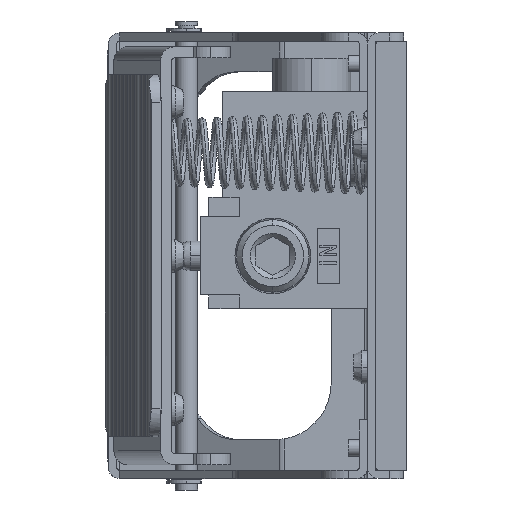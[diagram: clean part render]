
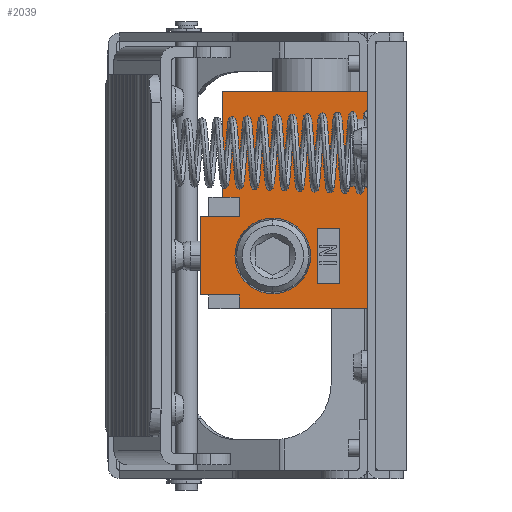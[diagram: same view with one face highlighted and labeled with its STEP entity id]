
A CAD part, left-side view. The second image highlights one B-rep face of the part: STEP entity #2039.
In plain terms, the highlighted planar face has unit normal (-1, 0, 0).
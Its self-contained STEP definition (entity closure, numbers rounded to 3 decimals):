
#287 = VERTEX_POINT ( 'NONE', #26100 ) ;
#297 = VERTEX_POINT ( 'NONE', #4830 ) ;
#742 = FACE_OUTER_BOUND ( 'NONE', #16416, .T. ) ;
#861 = VERTEX_POINT ( 'NONE', #2419 ) ;
#1068 = VECTOR ( 'NONE', #8174, 1000. ) ;
#1791 = EDGE_CURVE ( 'NONE', #17552, #297, #6473, .T. ) ;
#2039 = ADVANCED_FACE ( 'NONE', ( #742, #9774, #25951 ), #3679, .F. ) ;
#2419 = CARTESIAN_POINT ( 'NONE',  ( -9.858, 12.655, 6.963 ) ) ;
#2884 = LINE ( 'NONE', #23264, #10003 ) ;
#3128 = LINE ( 'NONE', #27366, #18331 ) ;
#3185 = CARTESIAN_POINT ( 'NONE',  ( -9.858, 8.655, 29.463 ) ) ;
#3236 = VECTOR ( 'NONE', #11848, 1000. ) ;
#3679 = PLANE ( 'NONE',  #29189 ) ;
#4675 = ORIENTED_EDGE ( 'NONE', *, *, #38772, .F. ) ;
#4830 = CARTESIAN_POINT ( 'NONE',  ( -9.858, 5.655, 10.463 ) ) ;
#4914 = EDGE_CURVE ( 'NONE', #14488, #25533, #2884, .T. ) ;
#4948 = DIRECTION ( 'NONE',  ( 0., 0., 1. ) ) ;
#5042 = LINE ( 'NONE', #36330, #35501 ) ;
#5340 = EDGE_CURVE ( 'NONE', #13411, #21671, #30899, .T. ) ;
#5526 = CARTESIAN_POINT ( 'NONE',  ( -9.858, -0.345, -6.834 ) ) ;
#5675 = CARTESIAN_POINT ( 'NONE',  ( -9.858, -12.345, -5.037 ) ) ;
#5833 = CARTESIAN_POINT ( 'NONE',  ( -9.858, -0.345, -0.037 ) ) ;
#5856 = ORIENTED_EDGE ( 'NONE', *, *, #36973, .F. ) ;
#6473 = LINE ( 'NONE', #32201, #29771 ) ;
#7215 = EDGE_CURVE ( 'NONE', #11924, #861, #33680, .T. ) ;
#7623 = VECTOR ( 'NONE', #34190, 1000. ) ;
#7775 = ORIENTED_EDGE ( 'NONE', *, *, #21888, .F. ) ;
#8174 = DIRECTION ( 'NONE',  ( 0., 1., 0. ) ) ;
#8395 = EDGE_CURVE ( 'NONE', #23679, #11924, #34150, .T. ) ;
#8902 = DIRECTION ( 'NONE',  ( 0., 0., 1. ) ) ;
#9064 = DIRECTION ( 'NONE',  ( 0., 0., -1. ) ) ;
#9111 = LINE ( 'NONE', #19080, #32424 ) ;
#9117 = CARTESIAN_POINT ( 'NONE',  ( -9.858, -8.345, 4.963 ) ) ;
#9152 = EDGE_CURVE ( 'NONE', #31073, #38200, #19030, .T. ) ;
#9195 = CARTESIAN_POINT ( 'NONE',  ( -9.858, 12.655, 6.963 ) ) ;
#9645 = CARTESIAN_POINT ( 'NONE',  ( -9.858, 12.655, -7.037 ) ) ;
#9728 = CARTESIAN_POINT ( 'NONE',  ( -9.858, -12.345, 4.963 ) ) ;
#9774 = FACE_BOUND ( 'NONE', #36660, .T. ) ;
#9787 = DIRECTION ( 'NONE',  ( 0., 0., -1. ) ) ;
#9861 = CARTESIAN_POINT ( 'NONE',  ( -9.858, -8.345, -5.037 ) ) ;
#9969 = EDGE_CURVE ( 'NONE', #13411, #26487, #15204, .T. ) ;
#10003 = VECTOR ( 'NONE', #26359, 1000. ) ;
#11506 = CARTESIAN_POINT ( 'NONE',  ( -9.858, -8.345, 29.463 ) ) ;
#11848 = DIRECTION ( 'NONE',  ( 0., 0., 1. ) ) ;
#11901 = LINE ( 'NONE', #9195, #27083 ) ;
#11924 = VERTEX_POINT ( 'NONE', #9645 ) ;
#11963 = VECTOR ( 'NONE', #37412, 1000. ) ;
#12984 = ORIENTED_EDGE ( 'NONE', *, *, #17075, .F. ) ;
#13252 = ORIENTED_EDGE ( 'NONE', *, *, #4914, .F. ) ;
#13411 = VERTEX_POINT ( 'NONE', #14081 ) ;
#13425 = EDGE_LOOP ( 'NONE', ( #36058, #5856 ) ) ;
#14081 = CARTESIAN_POINT ( 'NONE',  ( -9.858, -17.345, 29.463 ) ) ;
#14488 = VERTEX_POINT ( 'NONE', #9728 ) ;
#14490 = CARTESIAN_POINT ( 'NONE',  ( -9.858, 5.655, -7.037 ) ) ;
#14919 = DIRECTION ( 'NONE',  ( -1., 0., 0. ) ) ;
#15128 = ORIENTED_EDGE ( 'NONE', *, *, #18821, .F. ) ;
#15204 = LINE ( 'NONE', #27250, #30414 ) ;
#15301 = CARTESIAN_POINT ( 'NONE',  ( -9.858, 12.655, -7.037 ) ) ;
#16051 = DIRECTION ( 'NONE',  ( 0., 0., 1. ) ) ;
#16294 = ORIENTED_EDGE ( 'NONE', *, *, #1791, .F. ) ;
#16387 = ORIENTED_EDGE ( 'NONE', *, *, #9152, .F. ) ;
#16416 = EDGE_LOOP ( 'NONE', ( #38035, #21239, #20587, #15128, #16294, #26621, #28259, #17215, #7775, #12984 ) ) ;
#17075 = EDGE_CURVE ( 'NONE', #26487, #29685, #31493, .T. ) ;
#17215 = ORIENTED_EDGE ( 'NONE', *, *, #8395, .F. ) ;
#17267 = VECTOR ( 'NONE', #17597, 1000. ) ;
#17552 = VERTEX_POINT ( 'NONE', #31360 ) ;
#17597 = DIRECTION ( 'NONE',  ( 0., 0., -1. ) ) ;
#17935 = CARTESIAN_POINT ( 'NONE',  ( -9.858, 12.655, 29.463 ) ) ;
#18331 = VECTOR ( 'NONE', #30417, 1000. ) ;
#18798 = EDGE_CURVE ( 'NONE', #38200, #14488, #5042, .T. ) ;
#18821 = EDGE_CURVE ( 'NONE', #297, #287, #3128, .T. ) ;
#18989 = CARTESIAN_POINT ( 'NONE',  ( -9.858, 12.655, 29.463 ) ) ;
#19030 = LINE ( 'NONE', #34744, #11963 ) ;
#19080 = CARTESIAN_POINT ( 'NONE',  ( -9.858, 5.655, 29.463 ) ) ;
#19136 = LINE ( 'NONE', #11506, #17267 ) ;
#20034 = EDGE_CURVE ( 'NONE', #287, #21671, #20150, .T. ) ;
#20150 = LINE ( 'NONE', #39298, #27282 ) ;
#20587 = ORIENTED_EDGE ( 'NONE', *, *, #20034, .F. ) ;
#20968 = DIRECTION ( 'NONE',  ( 0., 0., 1. ) ) ;
#21239 = ORIENTED_EDGE ( 'NONE', *, *, #5340, .T. ) ;
#21671 = VERTEX_POINT ( 'NONE', #3185 ) ;
#21888 = EDGE_CURVE ( 'NONE', #29685, #23679, #9111, .T. ) ;
#23264 = CARTESIAN_POINT ( 'NONE',  ( -9.858, 12.655, 4.963 ) ) ;
#23679 = VERTEX_POINT ( 'NONE', #14490 ) ;
#24692 = VERTEX_POINT ( 'NONE', #30148 ) ;
#24909 = CARTESIAN_POINT ( 'NONE',  ( -9.858, 12.655, 29.463 ) ) ;
#25533 = VERTEX_POINT ( 'NONE', #9117 ) ;
#25951 = FACE_BOUND ( 'NONE', #13425, .T. ) ;
#26056 = VECTOR ( 'NONE', #36617, 1000. ) ;
#26100 = CARTESIAN_POINT ( 'NONE',  ( -9.858, 8.655, 10.463 ) ) ;
#26152 = VERTEX_POINT ( 'NONE', #5526 ) ;
#26359 = DIRECTION ( 'NONE',  ( 0., 1., 0. ) ) ;
#26366 = CARTESIAN_POINT ( 'NONE',  ( -9.858, -17.345, -9.537 ) ) ;
#26487 = VERTEX_POINT ( 'NONE', #37752 ) ;
#26621 = ORIENTED_EDGE ( 'NONE', *, *, #27992, .F. ) ;
#27083 = VECTOR ( 'NONE', #30431, 1000. ) ;
#27086 = DIRECTION ( 'NONE',  ( -1., 0., 0. ) ) ;
#27250 = CARTESIAN_POINT ( 'NONE',  ( -9.858, -17.345, -0.037 ) ) ;
#27282 = VECTOR ( 'NONE', #33176, 1000. ) ;
#27366 = CARTESIAN_POINT ( 'NONE',  ( -9.858, 12.655, 10.463 ) ) ;
#27756 = CARTESIAN_POINT ( 'NONE',  ( -9.858, 5.655, -9.537 ) ) ;
#27972 = DIRECTION ( 'NONE',  ( 1., 0., 0. ) ) ;
#27992 = EDGE_CURVE ( 'NONE', #861, #17552, #11901, .T. ) ;
#28259 = ORIENTED_EDGE ( 'NONE', *, *, #7215, .F. ) ;
#28830 = AXIS2_PLACEMENT_3D ( 'NONE', #33143, #14919, #36221 ) ;
#29189 = AXIS2_PLACEMENT_3D ( 'NONE', #24909, #27972, #9787 ) ;
#29370 = AXIS2_PLACEMENT_3D ( 'NONE', #5833, #27086, #8902 ) ;
#29685 = VERTEX_POINT ( 'NONE', #27756 ) ;
#29705 = CIRCLE ( 'NONE', #29370, 6.798 ) ;
#29771 = VECTOR ( 'NONE', #4948, 1000. ) ;
#30148 = CARTESIAN_POINT ( 'NONE',  ( -9.858, -0.345, 6.761 ) ) ;
#30414 = VECTOR ( 'NONE', #9064, 1000. ) ;
#30417 = DIRECTION ( 'NONE',  ( 0., 1., 0. ) ) ;
#30431 = DIRECTION ( 'NONE',  ( 0., -1., 0. ) ) ;
#30899 = LINE ( 'NONE', #18989, #7623 ) ;
#31073 = VERTEX_POINT ( 'NONE', #9861 ) ;
#31360 = CARTESIAN_POINT ( 'NONE',  ( -9.858, 5.655, 6.963 ) ) ;
#31493 = LINE ( 'NONE', #26366, #1068 ) ;
#32201 = CARTESIAN_POINT ( 'NONE',  ( -9.858, 5.655, 29.463 ) ) ;
#32424 = VECTOR ( 'NONE', #16051, 1000. ) ;
#33143 = CARTESIAN_POINT ( 'NONE',  ( -9.858, -0.345, -0.037 ) ) ;
#33176 = DIRECTION ( 'NONE',  ( 0., 0., 1. ) ) ;
#33680 = LINE ( 'NONE', #17935, #3236 ) ;
#34150 = LINE ( 'NONE', #15301, #26056 ) ;
#34190 = DIRECTION ( 'NONE',  ( 0., 1., 0. ) ) ;
#34744 = CARTESIAN_POINT ( 'NONE',  ( -9.858, 12.655, -5.037 ) ) ;
#35501 = VECTOR ( 'NONE', #20968, 1000. ) ;
#36058 = ORIENTED_EDGE ( 'NONE', *, *, #37655, .F. ) ;
#36221 = DIRECTION ( 'NONE',  ( 0., 0., 1. ) ) ;
#36330 = CARTESIAN_POINT ( 'NONE',  ( -9.858, -12.345, 29.463 ) ) ;
#36617 = DIRECTION ( 'NONE',  ( 0., 1., 0. ) ) ;
#36660 = EDGE_LOOP ( 'NONE', ( #38853, #16387, #4675, #13252 ) ) ;
#36881 = CIRCLE ( 'NONE', #28830, 6.798 ) ;
#36973 = EDGE_CURVE ( 'NONE', #26152, #24692, #36881, .T. ) ;
#37412 = DIRECTION ( 'NONE',  ( 0., -1., 0. ) ) ;
#37655 = EDGE_CURVE ( 'NONE', #24692, #26152, #29705, .T. ) ;
#37752 = CARTESIAN_POINT ( 'NONE',  ( -9.858, -17.345, -9.537 ) ) ;
#38035 = ORIENTED_EDGE ( 'NONE', *, *, #9969, .F. ) ;
#38200 = VERTEX_POINT ( 'NONE', #5675 ) ;
#38772 = EDGE_CURVE ( 'NONE', #25533, #31073, #19136, .T. ) ;
#38853 = ORIENTED_EDGE ( 'NONE', *, *, #18798, .F. ) ;
#39298 = CARTESIAN_POINT ( 'NONE',  ( -9.858, 8.655, 29.463 ) ) ;
